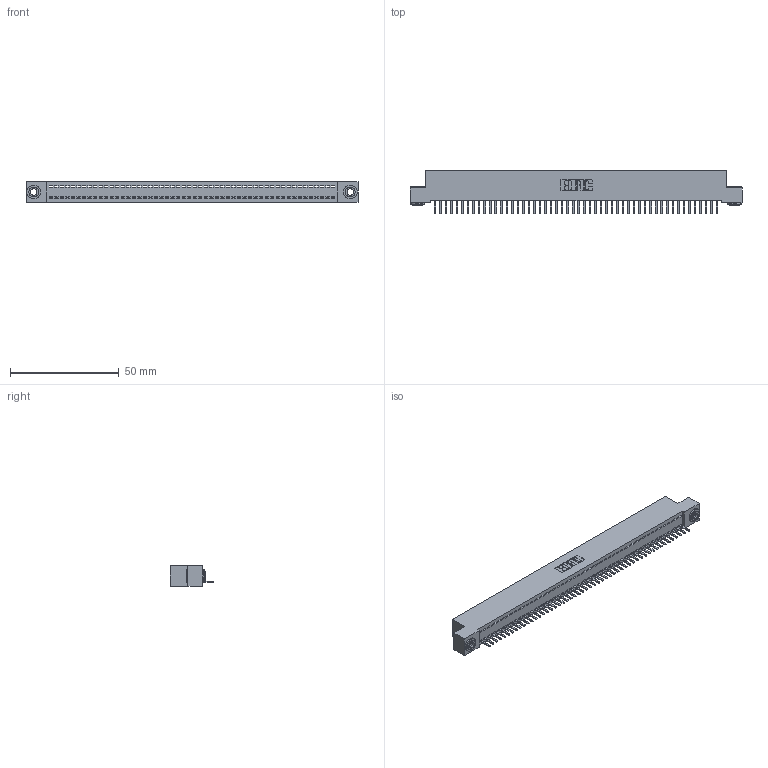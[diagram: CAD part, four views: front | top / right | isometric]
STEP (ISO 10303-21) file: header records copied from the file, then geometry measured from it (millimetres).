
FILE_DESCRIPTION (( 'STEP AP203' ), '1' );
FILE_NAME ('392-052-520-103.STEP', '2019-10-08T12:11:50', ( '' ), ( '' ), 'SwSTEP 2.0', 'SolidWorks 2016', '' );
FILE_SCHEMA (( 'CONFIG_CONTROL_DESIGN' ));
Length unit declared in the file: inch
Products named in the file (4): 342 Part_.156 TH; 345-292-001_345-293-120; 342-250-002_345-250-002-102; 392-052-520-103
Assembly tree (55 placements, depth 2):
  392-052-520-103
    342 Part_.156 TH
    345-292-001_345-293-120  x52
    342-250-002_345-250-002-102  x2
Bounding box: 152.4 x 20.02 x 9.4 mm (x, y, z)
Volume: 13272.5 mm3; surface area: 19424.6 mm2
Topology: 55 solids, 55 shells, 3372 faces, 9943 edges, 6486 vertices
Faces by surface type: plane 2364, cylinder 1000, cone 8
Entity records: 31128 total; most frequent: CARTESIAN_POINT 5357, ORIENTED_EDGE 5326, DIRECTION 4521, EDGE_CURVE 2663, LINE 2507, VECTOR 2507, VERTEX_POINT 1770, AXIS2_PLACEMENT_3D 1007
